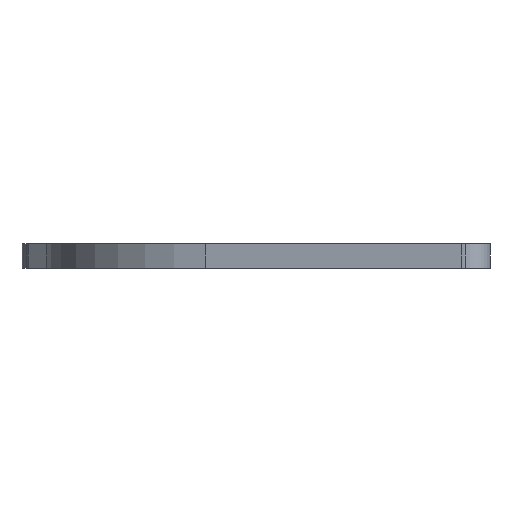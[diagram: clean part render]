
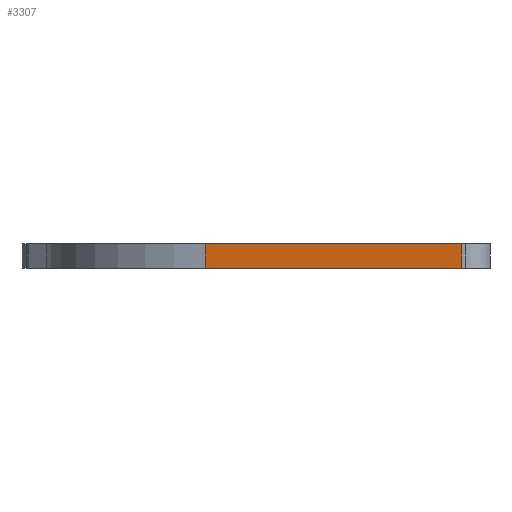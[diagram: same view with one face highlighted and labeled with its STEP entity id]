
A CAD part, left-side view. The second image highlights one B-rep face of the part: STEP entity #3307.
In plain terms, the highlighted planar face has unit normal (-0.984, 0.177, 0).
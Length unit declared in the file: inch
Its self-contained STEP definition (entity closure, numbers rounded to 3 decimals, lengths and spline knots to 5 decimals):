
#11 = CARTESIAN_POINT ( 'NONE',  ( 4.03162, 9.04421, 0. ) ) ;
#173 = LINE ( 'NONE', #3584, #2248 ) ;
#229 = ORIENTED_EDGE ( 'NONE', *, *, #3176, .T. ) ;
#279 = EDGE_CURVE ( 'NONE', #2561, #2019, #1983, .T. ) ;
#315 = AXIS2_PLACEMENT_3D ( 'NONE', #2144, #605, #3945 ) ;
#340 = VERTEX_POINT ( 'NONE', #1752 ) ;
#605 = DIRECTION ( 'NONE',  ( 0.984, -0.177, 0. ) ) ;
#686 = CARTESIAN_POINT ( 'NONE',  ( 4.03162, 9.04421, 0.25 ) ) ;
#698 = EDGE_CURVE ( 'NONE', #340, #2561, #1009, .T. ) ;
#806 = VECTOR ( 'NONE', #1919, 39.37008 ) ;
#908 = PLANE ( 'NONE',  #315 ) ;
#966 = ORIENTED_EDGE ( 'NONE', *, *, #698, .T. ) ;
#992 = DIRECTION ( 'NONE',  ( -0.177, -0.984, 0. ) ) ;
#1009 = LINE ( 'NONE', #686, #806 ) ;
#1307 = LINE ( 'NONE', #2535, #3541 ) ;
#1404 = VERTEX_POINT ( 'NONE', #1806 ) ;
#1411 = EDGE_LOOP ( 'NONE', ( #1897, #229, #2157, #966 ) ) ;
#1752 = CARTESIAN_POINT ( 'NONE',  ( 4.03162, 9.04421, 0.25 ) ) ;
#1806 = CARTESIAN_POINT ( 'NONE',  ( 3.5535, 6.38728, 0.25 ) ) ;
#1897 = ORIENTED_EDGE ( 'NONE', *, *, #279, .T. ) ;
#1919 = DIRECTION ( 'NONE',  ( 0., 0., -1. ) ) ;
#1927 = DIRECTION ( 'NONE',  ( 0., 0., 1. ) ) ;
#1983 = LINE ( 'NONE', #2229, #2234 ) ;
#2019 = VERTEX_POINT ( 'NONE', #2403 ) ;
#2144 = CARTESIAN_POINT ( 'NONE',  ( 4.03162, 9.04421, 0.25 ) ) ;
#2157 = ORIENTED_EDGE ( 'NONE', *, *, #2848, .F. ) ;
#2229 = CARTESIAN_POINT ( 'NONE',  ( 4.03162, 9.04421, 0. ) ) ;
#2234 = VECTOR ( 'NONE', #992, 39.37008 ) ;
#2248 = VECTOR ( 'NONE', #3295, 39.37008 ) ;
#2403 = CARTESIAN_POINT ( 'NONE',  ( 3.5535, 6.38728, 0. ) ) ;
#2535 = CARTESIAN_POINT ( 'NONE',  ( 3.5535, 6.38728, 0.25 ) ) ;
#2561 = VERTEX_POINT ( 'NONE', #11 ) ;
#2848 = EDGE_CURVE ( 'NONE', #340, #1404, #173, .T. ) ;
#3176 = EDGE_CURVE ( 'NONE', #2019, #1404, #1307, .T. ) ;
#3295 = DIRECTION ( 'NONE',  ( -0.177, -0.984, 0. ) ) ;
#3307 = ADVANCED_FACE ( 'NONE', ( #3637 ), #908, .F. ) ;
#3541 = VECTOR ( 'NONE', #1927, 39.37008 ) ;
#3584 = CARTESIAN_POINT ( 'NONE',  ( 4.03162, 9.04421, 0.25 ) ) ;
#3637 = FACE_OUTER_BOUND ( 'NONE', #1411, .T. ) ;
#3945 = DIRECTION ( 'NONE',  ( 0.177, 0.984, 0. ) ) ;
